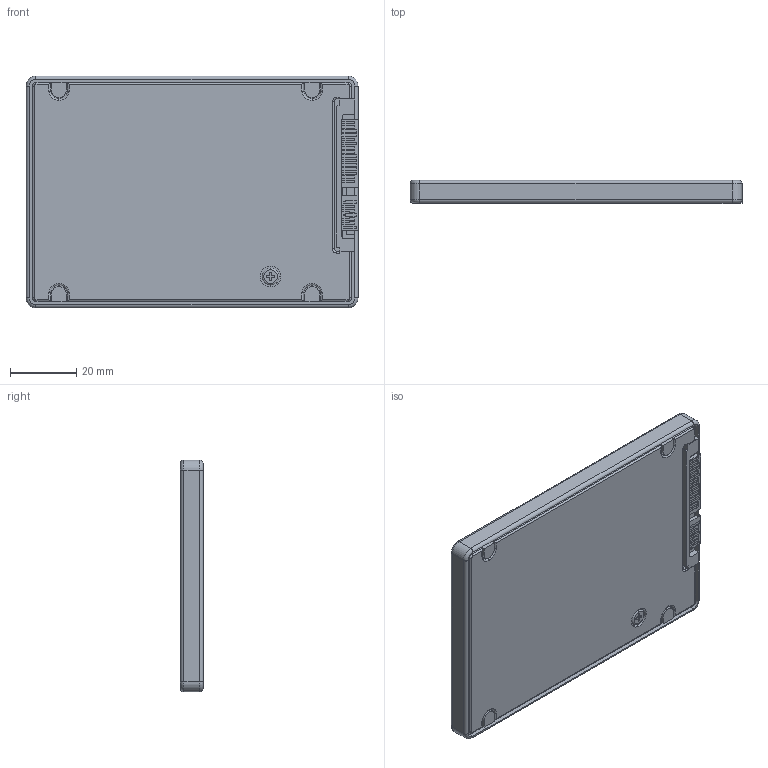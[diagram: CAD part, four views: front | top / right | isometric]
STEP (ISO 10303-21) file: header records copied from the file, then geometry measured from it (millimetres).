
FILE_DESCRIPTION (( 'STEP AP214' ), '1' );
FILE_NAME ('Samsung SSD.STEP', '2018-01-17T11:32:46', ( 'RB Computer' ), ( '' ), 'SwSTEP 2.0', 'SolidWorks 2015', '' );
FILE_SCHEMA (( 'AUTOMOTIVE_DESIGN' ));
Length unit declared in the file: millimetre
Products named in the file (1): Samsung SSD
Bounding box: 100 x 7.05 x 69.85 mm (x, y, z)
Volume: 46551.2 mm3; surface area: 17463.4 mm2
Topology: 1 solids, 1 shells, 632 faces, 1712 edges, 1115 vertices
Faces by surface type: plane 365, bspline 172, cylinder 73, torus 22
Entity records: 34536 total; most frequent: CARTESIAN_POINT 12864, ORIENTED_EDGE 3424, DIRECTION 2418, EDGE_CURVE 1712, VECTOR 1208, LINE 1208, VERTEX_POINT 1115, EDGE_LOOP 671
